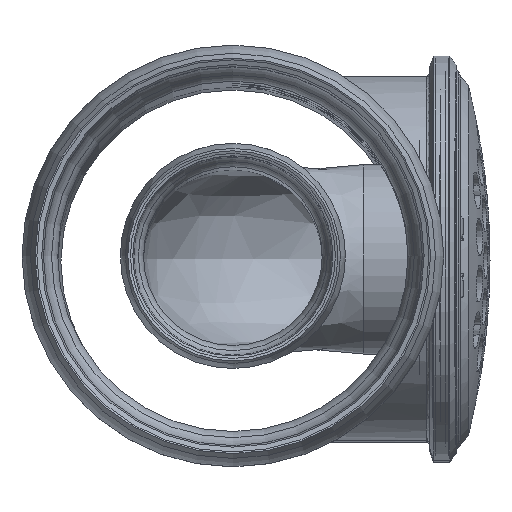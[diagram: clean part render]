
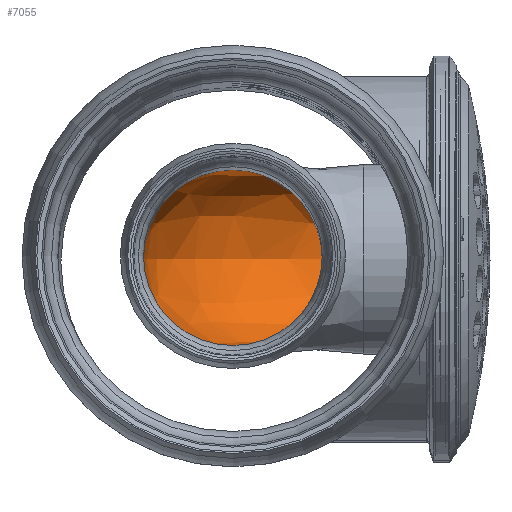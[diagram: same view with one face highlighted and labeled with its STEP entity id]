
A CAD part, top view. The second image highlights one B-rep face of the part: STEP entity #7055.
In plain terms, the highlighted free-form (B-spline) face has degree [2, 2] with [9, 3] control points.
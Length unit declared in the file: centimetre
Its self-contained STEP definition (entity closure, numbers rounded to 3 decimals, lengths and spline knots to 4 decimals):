
#30=(
BOUNDED_SURFACE()
B_SPLINE_SURFACE(2,2,((#16675,#16676,#16677),(#16678,#16679,#16680),(#16681,
#16682,#16683),(#16684,#16685,#16686),(#16687,#16688,#16689),(#16690,#16691,
#16692),(#16693,#16694,#16695),(#16696,#16697,#16698),(#16699,#16700,#16701)),
 .UNSPECIFIED.,.T.,.F.,.F.)
B_SPLINE_SURFACE_WITH_KNOTS((3,2,2,2,3),(3,3),(-6.2832,-4.7124,
-3.1416,-1.5708,0.),(0.,1.5708),
 .UNSPECIFIED.)
GEOMETRIC_REPRESENTATION_ITEM()
RATIONAL_B_SPLINE_SURFACE(((1.,0.707,1.),(0.707,
0.5,0.707),(1.,0.707,1.),(0.707,
0.5,0.707),(1.,0.707,1.),(0.707,
0.5,0.707),(1.,0.707,1.),(0.707,
0.5,0.707),(1.,0.707,1.)))
REPRESENTATION_ITEM('')
SURFACE()
);
#1930=FACE_OUTER_BOUND('',#2400,.T.);
#2400=EDGE_LOOP('',(#6509,#6510,#6511,#6512,#6513));
#2754=CIRCLE('',#7864,24.9997);
#2755=CIRCLE('',#7866,24.9997);
#2757=CIRCLE('',#7868,24.9997);
#2758=CIRCLE('',#7869,61.4997);
#3450=VERTEX_POINT('',#16665);
#3451=VERTEX_POINT('',#16668);
#3452=VERTEX_POINT('',#16669);
#4473=EDGE_CURVE('',#3450,#3450,#2754,.T.);
#4474=EDGE_CURVE('',#3451,#3452,#2755,.T.);
#4477=EDGE_CURVE('',#3452,#3451,#2757,.T.);
#4478=EDGE_CURVE('',#3450,#3451,#2758,.T.);
#6509=ORIENTED_EDGE('',*,*,#4474,.F.);
#6510=ORIENTED_EDGE('',*,*,#4478,.F.);
#6511=ORIENTED_EDGE('',*,*,#4473,.T.);
#6512=ORIENTED_EDGE('',*,*,#4478,.T.);
#6513=ORIENTED_EDGE('',*,*,#4477,.F.);
#7055=ADVANCED_FACE('',(#1930),#30,.F.);
#7864=AXIS2_PLACEMENT_3D('',#16666,#9864,#9865);
#7866=AXIS2_PLACEMENT_3D('',#16670,#9868,#9869);
#7868=AXIS2_PLACEMENT_3D('',#16674,#9873,#9874);
#7869=AXIS2_PLACEMENT_3D('',#16702,#9875,#9876);
#9864=DIRECTION('center_axis',(0.,0.,
1.));
#9865=DIRECTION('ref_axis',(-1.,0.,0.));
#9868=DIRECTION('center_axis',(-1.,0.,0.));
#9869=DIRECTION('ref_axis',(0.,0.,-1.));
#9873=DIRECTION('center_axis',(-1.,0.,0.));
#9874=DIRECTION('ref_axis',(0.,0.,-1.));
#9875=DIRECTION('center_axis',(0.,-1.,0.));
#9876=DIRECTION('ref_axis',(-0.707,0.,-0.707));
#16665=CARTESIAN_POINT('',(-24.9997,0.,486.5));
#16666=CARTESIAN_POINT('Origin',(0.,0.,
486.5));
#16668=CARTESIAN_POINT('',(36.5,0.,425.0003));
#16669=CARTESIAN_POINT('',(36.5,0.,474.9997));
#16670=CARTESIAN_POINT('Origin',(36.5,0.,
450.));
#16674=CARTESIAN_POINT('Origin',(36.5,0.,
450.));
#16675=CARTESIAN_POINT('Ctrl Pts',(-24.9997,0.,
486.5));
#16676=CARTESIAN_POINT('Ctrl Pts',(-24.9997,0.,
425.0003));
#16677=CARTESIAN_POINT('Ctrl Pts',(36.5,0.,
425.0003));
#16678=CARTESIAN_POINT('Ctrl Pts',(-24.9997,24.9997,486.5));
#16679=CARTESIAN_POINT('Ctrl Pts',(-24.9997,24.9997,425.0003));
#16680=CARTESIAN_POINT('Ctrl Pts',(36.5,24.9997,425.0003));
#16681=CARTESIAN_POINT('Ctrl Pts',(0.,24.9997,
486.5));
#16682=CARTESIAN_POINT('Ctrl Pts',(0.,24.9997,
450.));
#16683=CARTESIAN_POINT('Ctrl Pts',(36.5,24.9997,450.));
#16684=CARTESIAN_POINT('Ctrl Pts',(24.9997,24.9997,486.5));
#16685=CARTESIAN_POINT('Ctrl Pts',(24.9997,24.9997,474.9997));
#16686=CARTESIAN_POINT('Ctrl Pts',(36.5,24.9997,474.9997));
#16687=CARTESIAN_POINT('Ctrl Pts',(24.9997,0.,
486.5));
#16688=CARTESIAN_POINT('Ctrl Pts',(24.9997,0.,
474.9997));
#16689=CARTESIAN_POINT('Ctrl Pts',(36.5,0.,
474.9997));
#16690=CARTESIAN_POINT('Ctrl Pts',(24.9997,-24.9997,486.5));
#16691=CARTESIAN_POINT('Ctrl Pts',(24.9997,-24.9997,474.9997));
#16692=CARTESIAN_POINT('Ctrl Pts',(36.5,-24.9997,474.9997));
#16693=CARTESIAN_POINT('Ctrl Pts',(0.,-24.9997,
486.5));
#16694=CARTESIAN_POINT('Ctrl Pts',(0.,-24.9997,
450.));
#16695=CARTESIAN_POINT('Ctrl Pts',(36.5,-24.9997,450.));
#16696=CARTESIAN_POINT('Ctrl Pts',(-24.9997,-24.9997,
486.5));
#16697=CARTESIAN_POINT('Ctrl Pts',(-24.9997,-24.9997,
425.0003));
#16698=CARTESIAN_POINT('Ctrl Pts',(36.5,-24.9997,425.0003));
#16699=CARTESIAN_POINT('Ctrl Pts',(-24.9997,0.,
486.5));
#16700=CARTESIAN_POINT('Ctrl Pts',(-24.9997,0.,
425.0003));
#16701=CARTESIAN_POINT('Ctrl Pts',(36.5,0.,
425.0003));
#16702=CARTESIAN_POINT('Origin',(36.5,0.,486.5));
